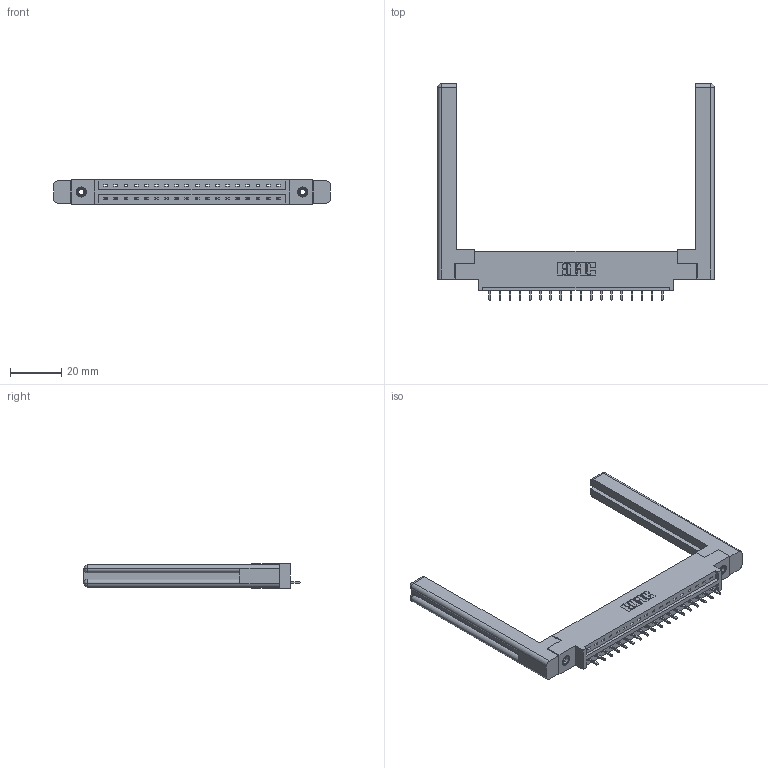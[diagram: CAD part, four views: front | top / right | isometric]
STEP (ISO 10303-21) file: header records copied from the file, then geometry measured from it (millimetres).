
FILE_DESCRIPTION (( 'STEP AP203' ), '1' );
FILE_NAME ('387-018-521-658.STEP', '2019-10-02T19:59:03', ( '' ), ( '' ), 'SwSTEP 2.0', 'SolidWorks 2016', '' );
FILE_SCHEMA (( 'CONFIG_CONTROL_DESIGN' ));
Length unit declared in the file: inch
Products named in the file (5): 345-250-001_345-250-001-102; 337 Part_0.170 Offset - 0.156 Dia-TI; 345-292-001_345-293-121; 307-220-058; 387-018-521-658
Assembly tree (23 placements, depth 2):
  387-018-521-658
    337 Part_0.170 Offset - 0.156 Dia-TI
    345-292-001_345-293-121  x18
    345-250-001_345-250-001-102  x2
    307-220-058  x2
Bounding box: 107.95 x 84.46 x 9.4 mm (x, y, z)
Volume: 17912.7 mm3; surface area: 16068.2 mm2
Topology: 23 solids, 23 shells, 1376 faces, 4061 edges, 2670 vertices
Faces by surface type: plane 986, cylinder 366, cone 12, torus 12
Entity records: 19268 total; most frequent: CARTESIAN_POINT 3355, ORIENTED_EDGE 3248, DIRECTION 2892, EDGE_CURVE 1624, LINE 1448, VECTOR 1448, VERTEX_POINT 1074, AXIS2_PLACEMENT_3D 722
